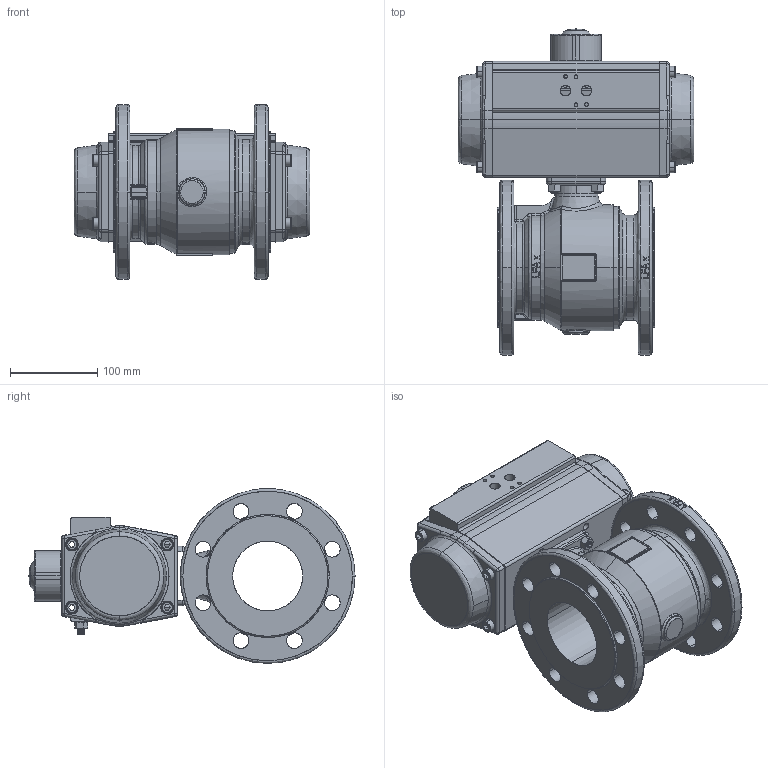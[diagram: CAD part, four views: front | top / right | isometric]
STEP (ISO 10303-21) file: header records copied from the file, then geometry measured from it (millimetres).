
FILE_DESCRIPTION (( 'STEP AP214' ), '1' );
FILE_NAME ('PK04_DN80 (PK04000010).STEP', '2022-03-01T12:32:44', ( '' ), ( '' ), 'SwSTEP 2.0', 'SolidWorks 2021', '' );
FILE_SCHEMA (( 'AUTOMOTIVE_DESIGN' ));
Length unit declared in the file: metre
Products named in the file (1): PK04_DN80 (PK04000010)
Bounding box: 270 x 373.19 x 200 mm (x, y, z)
Surface area: 417331.1 mm2 (no closed solid volume)
Topology: 0 solids, 770 shells, 959 faces, 4825 edges, 4594 vertices
Faces by surface type: cylinder 327, plane 290, bspline 210, cone 112, torus 16, sphere 4
Entity records: 98325 total; most frequent: CARTESIAN_POINT 52980, DIRECTION 6428, ORIENTED_EDGE 5160, EDGE_CURVE 4815, VERTEX_POINT 4594, AXIS2_PLACEMENT_3D 2265, LINE 1898, VECTOR 1898
